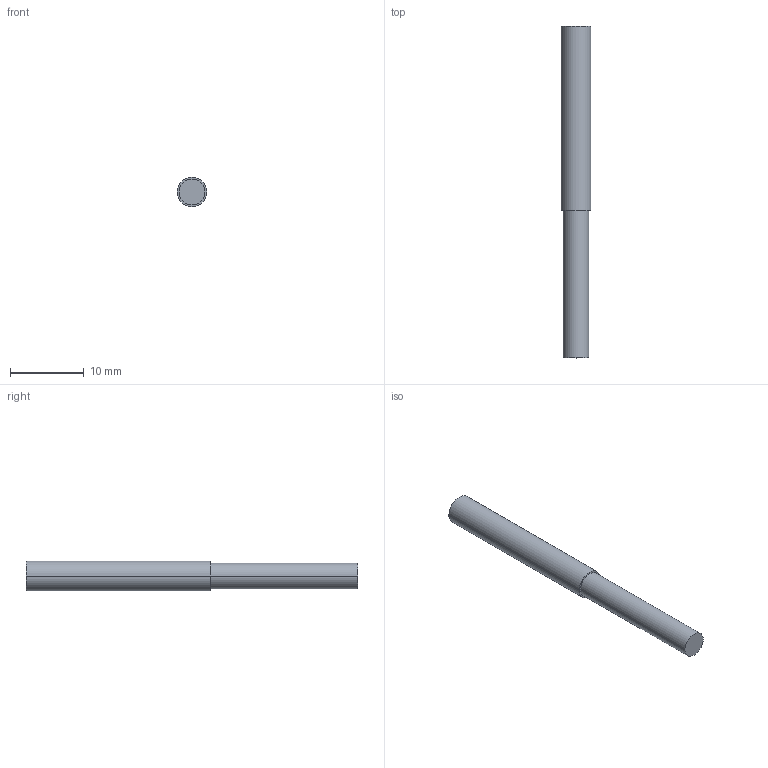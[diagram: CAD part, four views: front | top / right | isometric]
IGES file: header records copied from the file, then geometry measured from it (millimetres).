
Start section:  PTC IGES file: dw-ad-403-04e.igs
Global section: file name: dw-ad-403-04e.igs; native system:  by Parametric Technology Corporation; preprocessor: 2010230; organization: Unknown; date: 20110316.101200; units: millimetre
Bounding box: 4 x 45 x 4 mm (x, y, z)
Volume: 506.6 mm3; surface area: 559.2 mm2
Topology: 1 solids, 1 shells, 7 faces, 12 edges, 8 vertices
Faces by surface type: revolution 4, bspline 3
